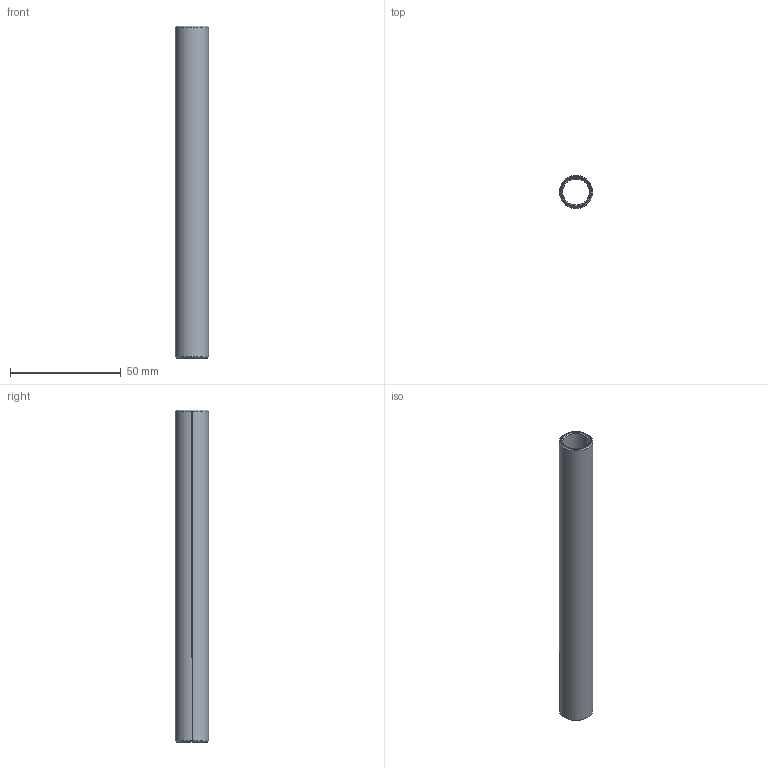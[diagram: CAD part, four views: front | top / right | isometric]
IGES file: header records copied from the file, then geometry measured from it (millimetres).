
Start section: SolidWorks IGES file using analytic representation for surfaces
Global section: file name: HS-R-15-150-V~0.IGS; native system: SolidWorks 2014; preprocessor: SolidWorks 2014; author: Steffen; date: 140716.090625; units: millimetre
Bounding box: 15 x 15 x 150 mm (x, y, z)
Surface area: 12801 mm2 (no closed solid volume)
Topology: 0 solids, 0 shells, 14 faces, 176 edges, 176 vertices
Faces by surface type: revolution 12, bspline 2
